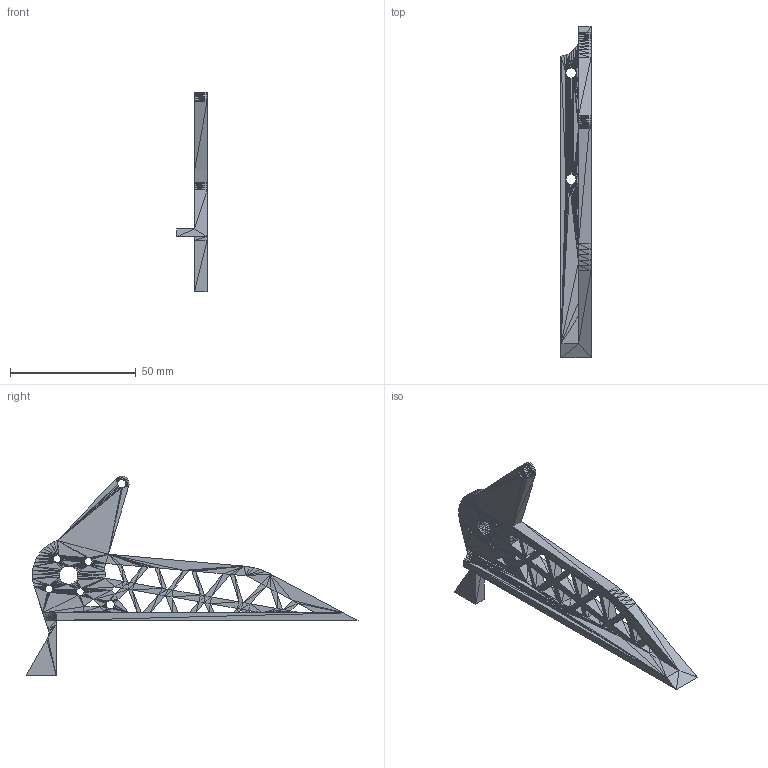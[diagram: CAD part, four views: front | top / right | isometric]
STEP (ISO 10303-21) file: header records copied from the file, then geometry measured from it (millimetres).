
FILE_DESCRIPTION(/* description */ (''),/* implementation_level */ '2;1');
FILE_NAME(/* name */ 'Left rail.step',/* time_stamp */ '2025-12-17T21:16:05+05:45',/* author */ (''),/* organization */ (''),/* preprocessor_version */ 'ST-DEVELOPER v20.1',/* originating_system */ 'Autodesk Translation Framework v14.21.0.0',/* authorisation */ '');
FILE_SCHEMA (('AUTOMOTIVE_DESIGN { 1 0 10303 214 3 1 1 }'));
Length unit declared in the file: millimetre
Products named in the file (1): 2025-12-17-21-06-16-120
Bounding box: 12 x 132 x 79.36 mm (x, y, z)
Volume: 14628 mm3; surface area: 11594.5 mm2
Topology: 1 solids, 1 shells, 1556 faces, 2334 edges, 718 vertices
Faces by surface type: plane 1556
Entity records: 30263 total; most frequent: DIRECTION 5448, ORIENTED_EDGE 4668, CARTESIAN_POINT 4609, LINE 2334, VECTOR 2334, EDGE_CURVE 2334, AXIS2_PLACEMENT_3D 1557, FACE_OUTER_BOUND 1556
